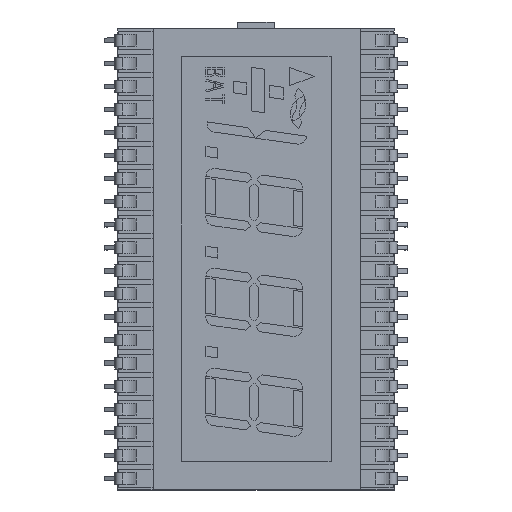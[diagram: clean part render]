
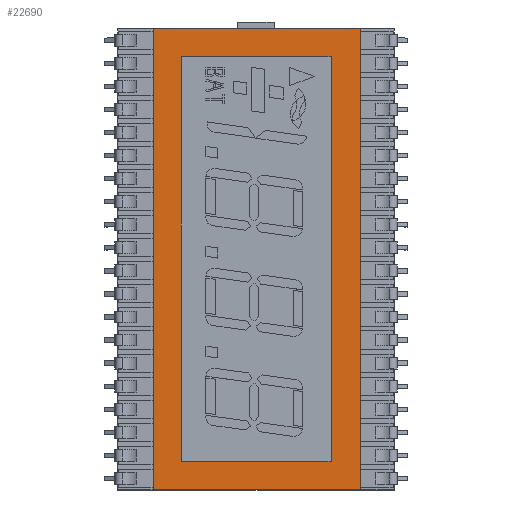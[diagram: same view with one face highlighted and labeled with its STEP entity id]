
A CAD part, top view. The second image highlights one B-rep face of the part: STEP entity #22690.
In plain terms, the highlighted planar face has unit normal (0, 0, 1).
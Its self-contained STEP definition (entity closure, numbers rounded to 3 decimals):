
#4128 = VERTEX_POINT('',#4129);
#4129 = CARTESIAN_POINT('',(5.17,1.27,2.5));
#4135 = EDGE_CURVE('',#4128,#4136,#4138,.T.);
#4136 = VERTEX_POINT('',#4137);
#4137 = CARTESIAN_POINT('',(28.03,1.27,2.5));
#4138 = LINE('',#4139,#4140);
#4139 = CARTESIAN_POINT('',(5.17,1.27,2.5));
#4140 = VECTOR('',#4141,1.);
#4141 = DIRECTION('',(1.,0.,0.));
#20177 = VERTEX_POINT('',#20178);
#20178 = CARTESIAN_POINT('',(28.03,-49.53,2.5));
#20646 = EDGE_CURVE('',#20177,#4136,#20647,.T.);
#20647 = LINE('',#20648,#20649);
#20648 = CARTESIAN_POINT('',(28.03,-49.53,2.5));
#20649 = VECTOR('',#20650,1.);
#20650 = DIRECTION('',(0.,1.,0.));
#22690 = ADVANCED_FACE('',(#22691,#22709),#22743,.T.);
#22691 = FACE_BOUND('',#22692,.T.);
#22692 = EDGE_LOOP('',(#22693,#22701,#22707,#22708));
#22693 = ORIENTED_EDGE('',*,*,#22694,.F.);
#22694 = EDGE_CURVE('',#22695,#4128,#22697,.T.);
#22695 = VERTEX_POINT('',#22696);
#22696 = CARTESIAN_POINT('',(5.17,-49.53,2.5));
#22697 = LINE('',#22698,#22699);
#22698 = CARTESIAN_POINT('',(5.17,-49.53,2.5));
#22699 = VECTOR('',#22700,1.);
#22700 = DIRECTION('',(0.,1.,0.));
#22701 = ORIENTED_EDGE('',*,*,#22702,.T.);
#22702 = EDGE_CURVE('',#22695,#20177,#22703,.T.);
#22703 = LINE('',#22704,#22705);
#22704 = CARTESIAN_POINT('',(5.17,-49.53,2.5));
#22705 = VECTOR('',#22706,1.);
#22706 = DIRECTION('',(1.,0.,0.));
#22707 = ORIENTED_EDGE('',*,*,#20646,.T.);
#22708 = ORIENTED_EDGE('',*,*,#4135,.F.);
#22709 = FACE_BOUND('',#22710,.T.);
#22710 = EDGE_LOOP('',(#22711,#22721,#22729,#22737));
#22711 = ORIENTED_EDGE('',*,*,#22712,.F.);
#22712 = EDGE_CURVE('',#22713,#22715,#22717,.T.);
#22713 = VERTEX_POINT('',#22714);
#22714 = CARTESIAN_POINT('',(24.77,-46.35,2.5));
#22715 = VERTEX_POINT('',#22716);
#22716 = CARTESIAN_POINT('',(24.77,-1.85,2.5));
#22717 = LINE('',#22718,#22719);
#22718 = CARTESIAN_POINT('',(24.77,-47.94,2.5));
#22719 = VECTOR('',#22720,1.);
#22720 = DIRECTION('',(0.,1.,0.));
#22721 = ORIENTED_EDGE('',*,*,#22722,.T.);
#22722 = EDGE_CURVE('',#22713,#22723,#22725,.T.);
#22723 = VERTEX_POINT('',#22724);
#22724 = CARTESIAN_POINT('',(8.26,-46.35,2.5));
#22725 = LINE('',#22726,#22727);
#22726 = CARTESIAN_POINT('',(6.715,-46.35,2.5));
#22727 = VECTOR('',#22728,1.);
#22728 = DIRECTION('',(-1.,0.,0.));
#22729 = ORIENTED_EDGE('',*,*,#22730,.T.);
#22730 = EDGE_CURVE('',#22723,#22731,#22733,.T.);
#22731 = VERTEX_POINT('',#22732);
#22732 = CARTESIAN_POINT('',(8.26,-1.85,2.5));
#22733 = LINE('',#22734,#22735);
#22734 = CARTESIAN_POINT('',(8.26,-47.94,2.5));
#22735 = VECTOR('',#22736,1.);
#22736 = DIRECTION('',(0.,1.,0.));
#22737 = ORIENTED_EDGE('',*,*,#22738,.F.);
#22738 = EDGE_CURVE('',#22715,#22731,#22739,.T.);
#22739 = LINE('',#22740,#22741);
#22740 = CARTESIAN_POINT('',(6.715,-1.85,2.5));
#22741 = VECTOR('',#22742,1.);
#22742 = DIRECTION('',(-1.,0.,0.));
#22743 = PLANE('',#22744);
#22744 = AXIS2_PLACEMENT_3D('',#22745,#22746,#22747);
#22745 = CARTESIAN_POINT('',(5.17,-49.53,2.5));
#22746 = DIRECTION('',(0.,0.,1.));
#22747 = DIRECTION('',(1.,0.,0.));
